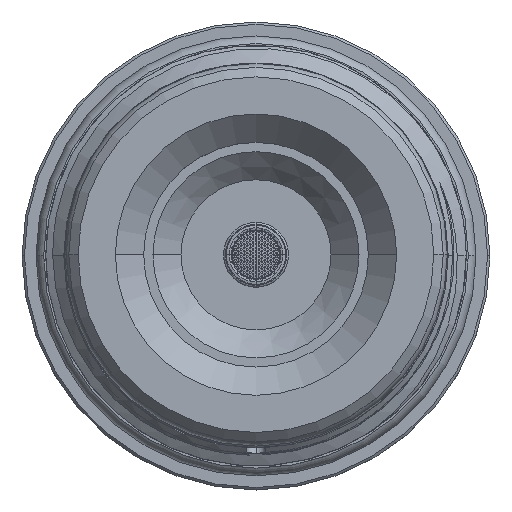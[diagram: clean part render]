
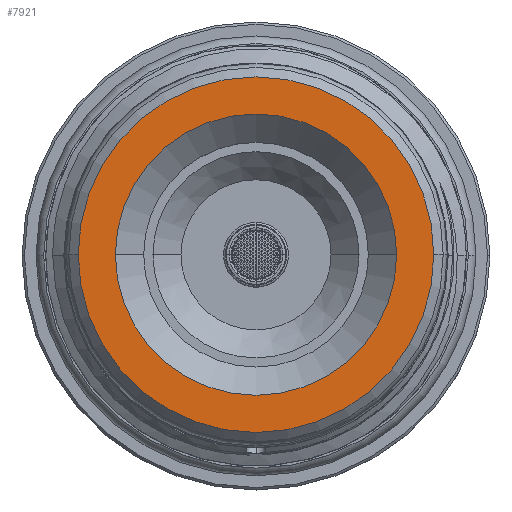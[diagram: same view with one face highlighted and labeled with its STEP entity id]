
A CAD part, top view. The second image highlights one B-rep face of the part: STEP entity #7921.
In plain terms, the highlighted planar face has unit normal (0, 0, 1).
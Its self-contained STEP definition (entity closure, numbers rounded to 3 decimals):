
#669 = DIRECTION ( 'NONE',  ( 1., 0., 0. ) ) ;
#2061 = VERTEX_POINT ( 'NONE', #9920 ) ;
#2279 = FACE_BOUND ( 'NONE', #55724, .T. ) ;
#6499 = AXIS2_PLACEMENT_3D ( 'NONE', #39104, #30451, #38381 ) ;
#7921 = ADVANCED_FACE ( 'NONE', ( #25879, #2279 ), #15700, .T. ) ;
#8713 = CIRCLE ( 'NONE', #21765, 11.925 ) ;
#9920 = CARTESIAN_POINT ( 'NONE',  ( 11.925, 0., 103.49 ) ) ;
#10298 = EDGE_CURVE ( 'NONE', #41450, #26106, #40648, .T. ) ;
#10814 = EDGE_LOOP ( 'NONE', ( #40562, #41253 ) ) ;
#11555 = DIRECTION ( 'NONE',  ( 1., 0., 0. ) ) ;
#11749 = CARTESIAN_POINT ( 'NONE',  ( -15.075, 0., 103.49 ) ) ;
#13719 = DIRECTION ( 'NONE',  ( 0., 0., -1. ) ) ;
#13907 = CARTESIAN_POINT ( 'NONE',  ( -11.925, 0., 103.49 ) ) ;
#14737 = CARTESIAN_POINT ( 'NONE',  ( 0., 0., 103.49 ) ) ;
#15700 = PLANE ( 'NONE',  #49411 ) ;
#15792 = EDGE_CURVE ( 'NONE', #2061, #18715, #41212, .T. ) ;
#17677 = CARTESIAN_POINT ( 'NONE',  ( 0., 0., 103.49 ) ) ;
#18691 = EDGE_CURVE ( 'NONE', #18715, #2061, #8713, .T. ) ;
#18715 = VERTEX_POINT ( 'NONE', #13907 ) ;
#21765 = AXIS2_PLACEMENT_3D ( 'NONE', #17677, #22724, #669 ) ;
#22724 = DIRECTION ( 'NONE',  ( 0., 0., 1. ) ) ;
#24850 = ORIENTED_EDGE ( 'NONE', *, *, #15792, .F. ) ;
#25879 = FACE_OUTER_BOUND ( 'NONE', #10814, .T. ) ;
#26106 = VERTEX_POINT ( 'NONE', #54348 ) ;
#27013 = CIRCLE ( 'NONE', #29207, 15.075 ) ;
#29207 = AXIS2_PLACEMENT_3D ( 'NONE', #44408, #13719, #31388 ) ;
#30451 = DIRECTION ( 'NONE',  ( 0., 0., -1. ) ) ;
#30781 = EDGE_CURVE ( 'NONE', #26106, #41450, #27013, .T. ) ;
#31388 = DIRECTION ( 'NONE',  ( -1., 0., 0. ) ) ;
#32806 = CARTESIAN_POINT ( 'NONE',  ( 15.075, 0., 103.49 ) ) ;
#32904 = AXIS2_PLACEMENT_3D ( 'NONE', #14737, #40158, #53163 ) ;
#38381 = DIRECTION ( 'NONE',  ( -1., 0., 0. ) ) ;
#38628 = ORIENTED_EDGE ( 'NONE', *, *, #18691, .F. ) ;
#39104 = CARTESIAN_POINT ( 'NONE',  ( 0., 0., 103.49 ) ) ;
#40158 = DIRECTION ( 'NONE',  ( 0., 0., 1. ) ) ;
#40562 = ORIENTED_EDGE ( 'NONE', *, *, #30781, .F. ) ;
#40648 = CIRCLE ( 'NONE', #6499, 15.075 ) ;
#41212 = CIRCLE ( 'NONE', #32904, 11.925 ) ;
#41253 = ORIENTED_EDGE ( 'NONE', *, *, #10298, .F. ) ;
#41450 = VERTEX_POINT ( 'NONE', #32806 ) ;
#44408 = CARTESIAN_POINT ( 'NONE',  ( 0., 0., 103.49 ) ) ;
#45840 = DIRECTION ( 'NONE',  ( 0., 0., 1. ) ) ;
#49411 = AXIS2_PLACEMENT_3D ( 'NONE', #11749, #45840, #11555 ) ;
#53163 = DIRECTION ( 'NONE',  ( 1., 0., 0. ) ) ;
#54348 = CARTESIAN_POINT ( 'NONE',  ( -15.075, 0., 103.49 ) ) ;
#55724 = EDGE_LOOP ( 'NONE', ( #24850, #38628 ) ) ;
